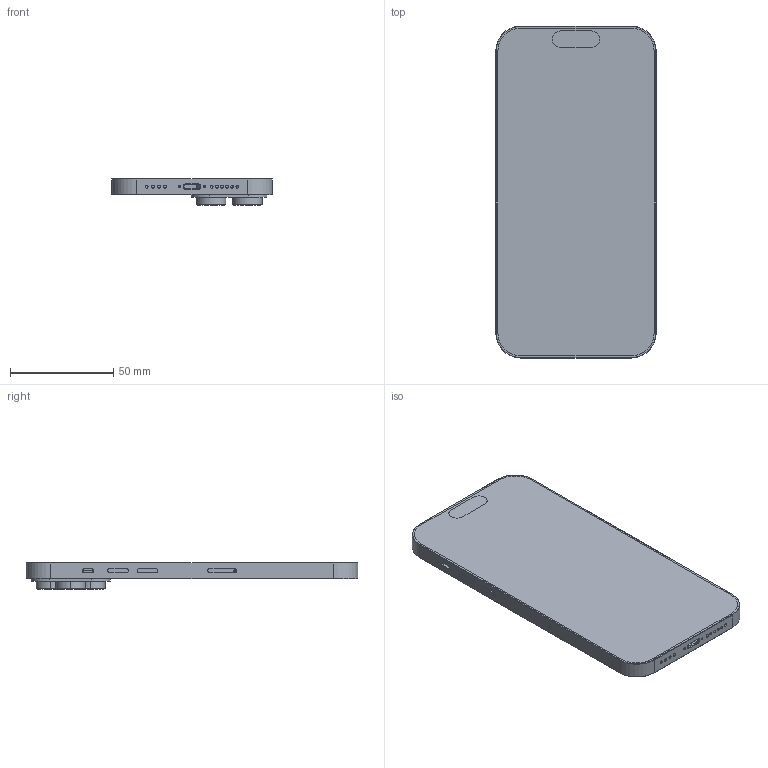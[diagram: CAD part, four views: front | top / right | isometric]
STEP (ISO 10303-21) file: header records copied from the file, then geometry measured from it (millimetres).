
FILE_DESCRIPTION (( 'STEP AP214' ), '1' );
FILE_NAME ('掛极.STEP', '2025-01-15T03:40:29', ( '' ), ( '' ), 'SwSTEP 2.0', 'SolidWorks 2024', '' );
FILE_SCHEMA (( 'AUTOMOTIVE_DESIGN' ));
Length unit declared in the file: millimetre
Products named in the file (12): 静音键; 摄像头及手电; 金属外框; 本体; 息屏键; 底部螺丝; 音量键; 后盖; SIM卡槽; 摄像头模组玻璃后盖; oled屏幕; 蓝宝石镜片
Assembly tree (15 placements, depth 2):
  本体
    金属外框
    摄像头模组玻璃后盖
    后盖
    oled屏幕
    摄像头及手电
    静音键
    音量键  x2
    息屏键
    蓝宝石镜片  x3
    SIM卡槽
    底部螺丝  x2
Bounding box: 78.38 x 160.7 x 13 mm (x, y, z)
Volume: 30088.8 mm3; surface area: 62880.3 mm2
Topology: 19 solids, 19 shells, 367 faces, 907 edges, 593 vertices
Faces by surface type: cylinder 187, plane 153, torus 18, bspline 6, sphere 3
Entity records: 10994 total; most frequent: CARTESIAN_POINT 2573, DIRECTION 1750, ORIENTED_EDGE 1600, EDGE_CURVE 800, AXIS2_PLACEMENT_3D 659, VERTEX_POINT 523, LINE 432, VECTOR 432
